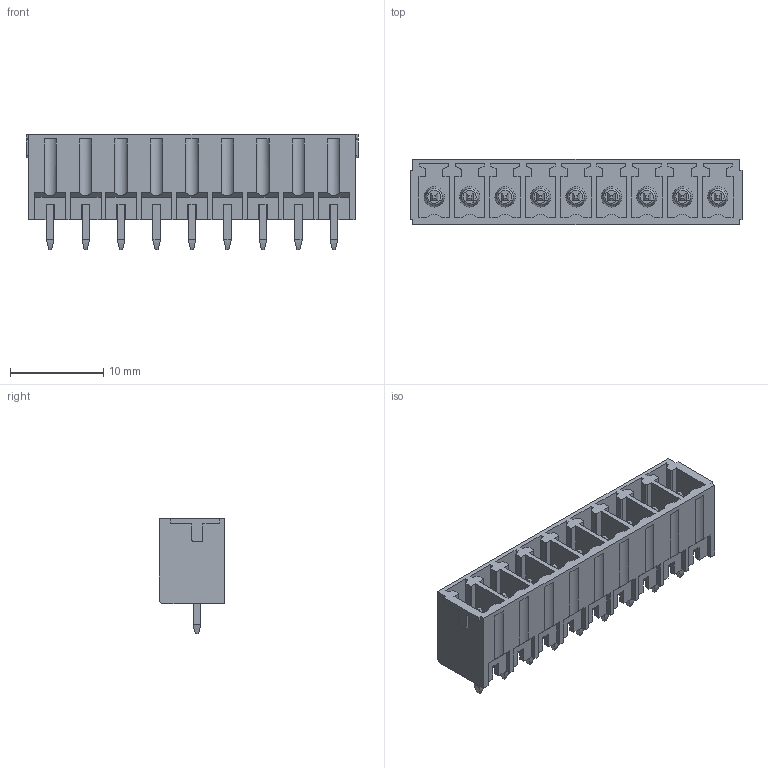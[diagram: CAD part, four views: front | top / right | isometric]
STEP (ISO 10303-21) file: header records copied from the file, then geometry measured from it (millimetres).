
FILE_DESCRIPTION(('CATIA V5 STEP Exchange','CAx-IF Rec.Pracs.--- Model Styling and Organization---1.2---2011-12-15'),'2;1');
FILE_NAME ('D1457990_0', '2018-09-29T05:34:04+00:00', ('none'), ('Weidmueller'), 'CATIA Version 5-6 Release 2014', 'CATIA V5 STEP AP214', 'none');
FILE_SCHEMA(('AUTOMOTIVE_DESIGN { 1 0 10303 214 1 1 1 1 }'));
Length unit declared in the file: millimetre
Products named in the file (1): 1871470000
Bounding box: 35.68 x 7.05 x 12.4 mm (x, y, z)
Volume: 1015.6 mm3; surface area: 3299.6 mm2
Topology: 10 solids, 10 shells, 692 faces, 1979 edges, 1334 vertices
Faces by surface type: plane 503, cylinder 153, cone 18, torus 18
Entity records: 21036 total; most frequent: CARTESIAN_POINT 4137, ORIENTED_EDGE 3958, DIRECTION 2710, EDGE_CURVE 1979, VECTOR 1565, LINE 1565, VERTEX_POINT 1334, AXIS2_PLACEMENT_3D 740
